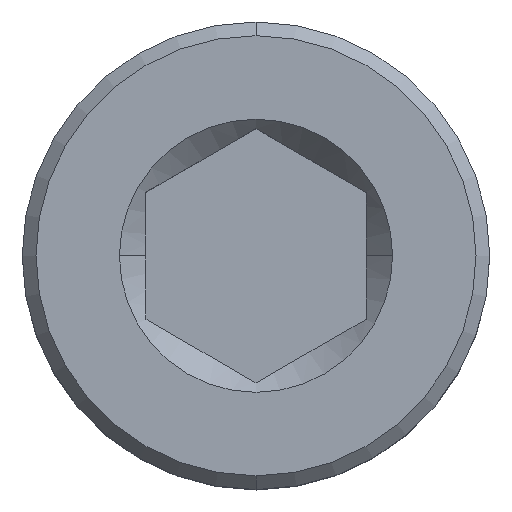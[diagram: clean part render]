
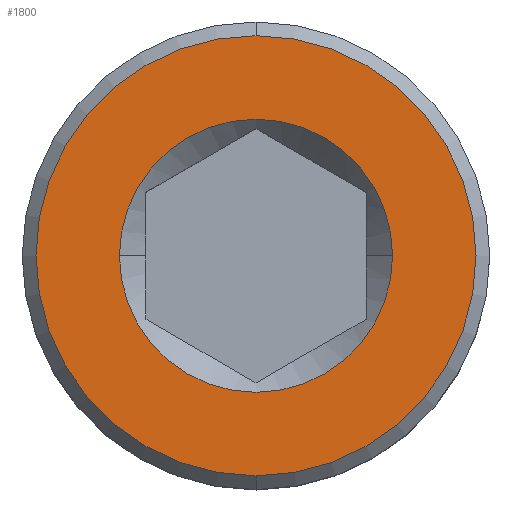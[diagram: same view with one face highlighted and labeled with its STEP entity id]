
A CAD part, top view. The second image highlights one B-rep face of the part: STEP entity #1800.
In plain terms, the highlighted planar face has unit normal (0, 0, 1).
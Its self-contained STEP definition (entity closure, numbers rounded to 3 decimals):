
#23 = CARTESIAN_POINT ( 'NONE',  ( 0., 0., 8.5 ) ) ;
#164 = DIRECTION ( 'NONE',  ( 1., 0., 0. ) ) ;
#188 = VERTEX_POINT ( 'NONE', #1564 ) ;
#195 = ORIENTED_EDGE ( 'NONE', *, *, #2062, .F. ) ;
#286 = AXIS2_PLACEMENT_3D ( 'NONE', #1227, #3217, #540 ) ;
#289 = ORIENTED_EDGE ( 'NONE', *, *, #798, .F. ) ;
#448 = EDGE_LOOP ( 'NONE', ( #1385, #1117 ) ) ;
#488 = CARTESIAN_POINT ( 'NONE',  ( 0., -4., 8.5 ) ) ;
#540 = DIRECTION ( 'NONE',  ( 1., 0., 0. ) ) ;
#798 = EDGE_CURVE ( 'NONE', #188, #3065, #1124, .T. ) ;
#808 = CARTESIAN_POINT ( 'NONE',  ( 0., 0., 8.5 ) ) ;
#916 = DIRECTION ( 'NONE',  ( 0., 1., 0. ) ) ;
#1055 = AXIS2_PLACEMENT_3D ( 'NONE', #23, #3989, #2982 ) ;
#1117 = ORIENTED_EDGE ( 'NONE', *, *, #2014, .F. ) ;
#1124 = CIRCLE ( 'NONE', #1939, 2.483 ) ;
#1181 = CARTESIAN_POINT ( 'NONE',  ( 0., 4., 8.5 ) ) ;
#1227 = CARTESIAN_POINT ( 'NONE',  ( 0., 0., 8.5 ) ) ;
#1385 = ORIENTED_EDGE ( 'NONE', *, *, #3623, .F. ) ;
#1523 = FACE_OUTER_BOUND ( 'NONE', #448, .T. ) ;
#1559 = CARTESIAN_POINT ( 'NONE',  ( 0., 0., 8.5 ) ) ;
#1564 = CARTESIAN_POINT ( 'NONE',  ( 2.483, 0., 8.5 ) ) ;
#1714 = DIRECTION ( 'NONE',  ( 0., -1., 0. ) ) ;
#1800 = ADVANCED_FACE ( 'NONE', ( #2298, #1523 ), #2764, .T. ) ;
#1939 = AXIS2_PLACEMENT_3D ( 'NONE', #808, #2799, #164 ) ;
#2014 = EDGE_CURVE ( 'NONE', #4270, #2482, #3346, .T. ) ;
#2062 = EDGE_CURVE ( 'NONE', #3065, #188, #4069, .T. ) ;
#2094 = CARTESIAN_POINT ( 'NONE',  ( -2.483, 0., 8.5 ) ) ;
#2207 = DIRECTION ( 'NONE',  ( 0., 0., -1. ) ) ;
#2298 = FACE_BOUND ( 'NONE', #2310, .T. ) ;
#2310 = EDGE_LOOP ( 'NONE', ( #289, #195 ) ) ;
#2363 = AXIS2_PLACEMENT_3D ( 'NONE', #2777, #3755, #1714 ) ;
#2482 = VERTEX_POINT ( 'NONE', #1181 ) ;
#2764 = PLANE ( 'NONE',  #2363 ) ;
#2777 = CARTESIAN_POINT ( 'NONE',  ( 0., 0., 8.5 ) ) ;
#2799 = DIRECTION ( 'NONE',  ( 0., 0., 1. ) ) ;
#2982 = DIRECTION ( 'NONE',  ( 0., 1., 0. ) ) ;
#3065 = VERTEX_POINT ( 'NONE', #2094 ) ;
#3217 = DIRECTION ( 'NONE',  ( 0., 0., 1. ) ) ;
#3260 = AXIS2_PLACEMENT_3D ( 'NONE', #1559, #2207, #916 ) ;
#3346 = CIRCLE ( 'NONE', #3260, 4. ) ;
#3604 = CIRCLE ( 'NONE', #1055, 4. ) ;
#3623 = EDGE_CURVE ( 'NONE', #2482, #4270, #3604, .T. ) ;
#3755 = DIRECTION ( 'NONE',  ( 0., 0., 1. ) ) ;
#3989 = DIRECTION ( 'NONE',  ( 0., 0., -1. ) ) ;
#4069 = CIRCLE ( 'NONE', #286, 2.483 ) ;
#4270 = VERTEX_POINT ( 'NONE', #488 ) ;
